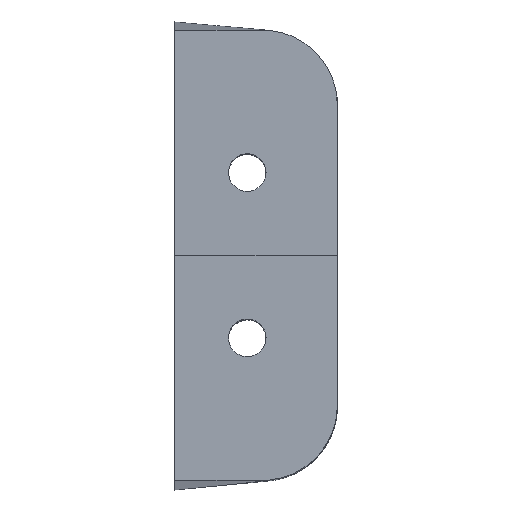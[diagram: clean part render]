
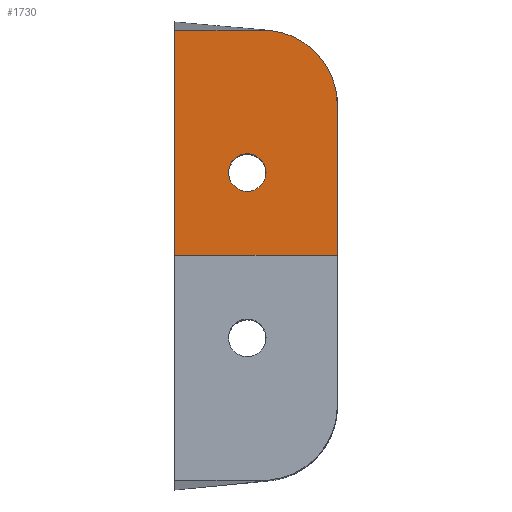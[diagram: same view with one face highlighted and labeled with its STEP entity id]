
A CAD part, top view. The second image highlights one B-rep face of the part: STEP entity #1730.
In plain terms, the highlighted planar face has unit normal (0, 0, 1).
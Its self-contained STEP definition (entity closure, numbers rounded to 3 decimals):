
#22 = VERTEX_POINT('',#23);
#23 = CARTESIAN_POINT('',(0.,0.,21.068));
#32 = PLANE('',#33);
#33 = AXIS2_PLACEMENT_3D('',#34,#35,#36);
#34 = CARTESIAN_POINT('',(0.,0.,
    21.068));
#35 = DIRECTION('',(0.,0.,-1.));
#36 = DIRECTION('',(0.,-1.,0.));
#56 = EDGE_CURVE('',#22,#57,#59,.T.);
#57 = VERTEX_POINT('',#58);
#58 = CARTESIAN_POINT('',(13.,0.,21.068));
#59 = SURFACE_CURVE('',#60,(#64,#71),.PCURVE_S1.);
#60 = LINE('',#61,#62);
#61 = CARTESIAN_POINT('',(0.,0.,
    21.068));
#62 = VECTOR('',#63,1.);
#63 = DIRECTION('',(1.,0.,0.));
#64 = PCURVE('',#32,#65);
#65 = DEFINITIONAL_REPRESENTATION('',(#66),#70);
#66 = LINE('',#67,#68);
#67 = CARTESIAN_POINT('',(-0.,-0.));
#68 = VECTOR('',#69,1.);
#69 = DIRECTION('',(0.,-1.));
#70 = ( GEOMETRIC_REPRESENTATION_CONTEXT(2) 
PARAMETRIC_REPRESENTATION_CONTEXT() REPRESENTATION_CONTEXT('2D SPACE',''
  ) );
#71 = PCURVE('',#72,#77);
#72 = PLANE('',#73);
#73 = AXIS2_PLACEMENT_3D('',#74,#75,#76);
#74 = CARTESIAN_POINT('',(0.,0.,
    21.068));
#75 = DIRECTION('',(0.,0.,-1.));
#76 = DIRECTION('',(0.,-1.,0.));
#77 = DEFINITIONAL_REPRESENTATION('',(#78),#82);
#78 = LINE('',#79,#80);
#79 = CARTESIAN_POINT('',(0.,0.));
#80 = VECTOR('',#81,1.);
#81 = DIRECTION('',(0.,-1.));
#82 = ( GEOMETRIC_REPRESENTATION_CONTEXT(2) 
PARAMETRIC_REPRESENTATION_CONTEXT() REPRESENTATION_CONTEXT('2D SPACE',''
  ) );
#305 = PLANE('',#306);
#306 = AXIS2_PLACEMENT_3D('',#307,#308,#309);
#307 = CARTESIAN_POINT('',(0.,8.902,
    0.689));
#308 = DIRECTION('',(1.,0.,0.));
#309 = DIRECTION('',(0.,0.,-1.));
#1576 = PLANE('',#1577);
#1577 = AXIS2_PLACEMENT_3D('',#1578,#1579,#1580);
#1578 = CARTESIAN_POINT('',(13.,8.902,0.689));
#1579 = DIRECTION('',(1.,0.,0.));
#1580 = DIRECTION('',(0.,0.,-1.));
#1730 = ADVANCED_FACE('',(#1731,#1835),#72,.F.);
#1731 = FACE_BOUND('',#1732,.T.);
#1732 = EDGE_LOOP('',(#1733,#1756,#1757,#1780,#1809));
#1733 = ORIENTED_EDGE('',*,*,#1734,.F.);
#1734 = EDGE_CURVE('',#22,#1735,#1737,.T.);
#1735 = VERTEX_POINT('',#1736);
#1736 = CARTESIAN_POINT('',(0.,17.956,21.068));
#1737 = SURFACE_CURVE('',#1738,(#1742,#1749),.PCURVE_S1.);
#1738 = LINE('',#1739,#1740);
#1739 = CARTESIAN_POINT('',(0.,0.,
    21.068));
#1740 = VECTOR('',#1741,1.);
#1741 = DIRECTION('',(0.,1.,0.));
#1742 = PCURVE('',#72,#1743);
#1743 = DEFINITIONAL_REPRESENTATION('',(#1744),#1748);
#1744 = LINE('',#1745,#1746);
#1745 = CARTESIAN_POINT('',(0.,0.));
#1746 = VECTOR('',#1747,1.);
#1747 = DIRECTION('',(-1.,0.));
#1748 = ( GEOMETRIC_REPRESENTATION_CONTEXT(2) 
PARAMETRIC_REPRESENTATION_CONTEXT() REPRESENTATION_CONTEXT('2D SPACE',''
  ) );
#1749 = PCURVE('',#305,#1750);
#1750 = DEFINITIONAL_REPRESENTATION('',(#1751),#1755);
#1751 = LINE('',#1752,#1753);
#1752 = CARTESIAN_POINT('',(-20.379,-8.902));
#1753 = VECTOR('',#1754,1.);
#1754 = DIRECTION('',(0.,1.));
#1755 = ( GEOMETRIC_REPRESENTATION_CONTEXT(2) 
PARAMETRIC_REPRESENTATION_CONTEXT() REPRESENTATION_CONTEXT('2D SPACE',''
  ) );
#1756 = ORIENTED_EDGE('',*,*,#56,.T.);
#1757 = ORIENTED_EDGE('',*,*,#1758,.T.);
#1758 = EDGE_CURVE('',#57,#1759,#1761,.T.);
#1759 = VERTEX_POINT('',#1760);
#1760 = CARTESIAN_POINT('',(13.,11.984,21.068));
#1761 = SURFACE_CURVE('',#1762,(#1766,#1773),.PCURVE_S1.);
#1762 = LINE('',#1763,#1764);
#1763 = CARTESIAN_POINT('',(13.,0.,21.068));
#1764 = VECTOR('',#1765,1.);
#1765 = DIRECTION('',(0.,1.,0.));
#1766 = PCURVE('',#72,#1767);
#1767 = DEFINITIONAL_REPRESENTATION('',(#1768),#1772);
#1768 = LINE('',#1769,#1770);
#1769 = CARTESIAN_POINT('',(0.,-13.));
#1770 = VECTOR('',#1771,1.);
#1771 = DIRECTION('',(-1.,0.));
#1772 = ( GEOMETRIC_REPRESENTATION_CONTEXT(2) 
PARAMETRIC_REPRESENTATION_CONTEXT() REPRESENTATION_CONTEXT('2D SPACE',''
  ) );
#1773 = PCURVE('',#1576,#1774);
#1774 = DEFINITIONAL_REPRESENTATION('',(#1775),#1779);
#1775 = LINE('',#1776,#1777);
#1776 = CARTESIAN_POINT('',(-20.379,-8.902));
#1777 = VECTOR('',#1778,1.);
#1778 = DIRECTION('',(0.,1.));
#1779 = ( GEOMETRIC_REPRESENTATION_CONTEXT(2) 
PARAMETRIC_REPRESENTATION_CONTEXT() REPRESENTATION_CONTEXT('2D SPACE',''
  ) );
#1780 = ORIENTED_EDGE('',*,*,#1781,.F.);
#1781 = EDGE_CURVE('',#1782,#1759,#1784,.T.);
#1782 = VERTEX_POINT('',#1783);
#1783 = CARTESIAN_POINT('',(7.577,17.956,21.068));
#1784 = SURFACE_CURVE('',#1785,(#1790,#1797),.PCURVE_S1.);
#1785 = CIRCLE('',#1786,6.);
#1786 = AXIS2_PLACEMENT_3D('',#1787,#1788,#1789);
#1787 = CARTESIAN_POINT('',(7.,11.984,21.068));
#1788 = DIRECTION('',(0.,0.,-1.));
#1789 = DIRECTION('',(0.,1.,0.));
#1790 = PCURVE('',#72,#1791);
#1791 = DEFINITIONAL_REPRESENTATION('',(#1792),#1796);
#1792 = CIRCLE('',#1793,6.);
#1793 = AXIS2_PLACEMENT_2D('',#1794,#1795);
#1794 = CARTESIAN_POINT('',(-11.984,-7.));
#1795 = DIRECTION('',(-1.,0.));
#1796 = ( GEOMETRIC_REPRESENTATION_CONTEXT(2) 
PARAMETRIC_REPRESENTATION_CONTEXT() REPRESENTATION_CONTEXT('2D SPACE',''
  ) );
#1797 = PCURVE('',#1798,#1803);
#1798 = CYLINDRICAL_SURFACE('',#1799,6.);
#1799 = AXIS2_PLACEMENT_3D('',#1800,#1801,#1802);
#1800 = CARTESIAN_POINT('',(7.,11.984,21.068));
#1801 = DIRECTION('',(0.,0.,1.));
#1802 = DIRECTION('',(0.,1.,0.));
#1803 = DEFINITIONAL_REPRESENTATION('',(#1804),#1808);
#1804 = LINE('',#1805,#1806);
#1805 = CARTESIAN_POINT('',(-0.,0.));
#1806 = VECTOR('',#1807,1.);
#1807 = DIRECTION('',(-1.,0.));
#1808 = ( GEOMETRIC_REPRESENTATION_CONTEXT(2) 
PARAMETRIC_REPRESENTATION_CONTEXT() REPRESENTATION_CONTEXT('2D SPACE',''
  ) );
#1809 = ORIENTED_EDGE('',*,*,#1810,.F.);
#1810 = EDGE_CURVE('',#1735,#1782,#1811,.T.);
#1811 = SURFACE_CURVE('',#1812,(#1816,#1823),.PCURVE_S1.);
#1812 = LINE('',#1813,#1814);
#1813 = CARTESIAN_POINT('',(0.,17.956,21.068));
#1814 = VECTOR('',#1815,1.);
#1815 = DIRECTION('',(1.,0.,0.));
#1816 = PCURVE('',#72,#1817);
#1817 = DEFINITIONAL_REPRESENTATION('',(#1818),#1822);
#1818 = LINE('',#1819,#1820);
#1819 = CARTESIAN_POINT('',(-17.956,0.));
#1820 = VECTOR('',#1821,1.);
#1821 = DIRECTION('',(0.,-1.));
#1822 = ( GEOMETRIC_REPRESENTATION_CONTEXT(2) 
PARAMETRIC_REPRESENTATION_CONTEXT() REPRESENTATION_CONTEXT('2D SPACE',''
  ) );
#1823 = PCURVE('',#1824,#1829);
#1824 = PLANE('',#1825);
#1825 = AXIS2_PLACEMENT_3D('',#1826,#1827,#1828);
#1826 = CARTESIAN_POINT('',(0.,17.956,21.068));
#1827 = DIRECTION('',(0.,-1.,
    -0.021));
#1828 = DIRECTION('',(0.,-0.021,
    1.));
#1829 = DEFINITIONAL_REPRESENTATION('',(#1830),#1834);
#1830 = LINE('',#1831,#1832);
#1831 = CARTESIAN_POINT('',(-0.,-0.));
#1832 = VECTOR('',#1833,1.);
#1833 = DIRECTION('',(0.,-1.));
#1834 = ( GEOMETRIC_REPRESENTATION_CONTEXT(2) 
PARAMETRIC_REPRESENTATION_CONTEXT() REPRESENTATION_CONTEXT('2D SPACE',''
  ) );
#1835 = FACE_BOUND('',#1836,.T.);
#1836 = EDGE_LOOP('',(#1837));
#1837 = ORIENTED_EDGE('',*,*,#1838,.T.);
#1838 = EDGE_CURVE('',#1839,#1839,#1841,.T.);
#1839 = VERTEX_POINT('',#1840);
#1840 = CARTESIAN_POINT('',(7.3,6.6,21.068));
#1841 = SURFACE_CURVE('',#1842,(#1847,#1854),.PCURVE_S1.);
#1842 = CIRCLE('',#1843,1.5);
#1843 = AXIS2_PLACEMENT_3D('',#1844,#1845,#1846);
#1844 = CARTESIAN_POINT('',(5.8,6.6,21.068));
#1845 = DIRECTION('',(0.,0.,-1.));
#1846 = DIRECTION('',(1.,0.,0.));
#1847 = PCURVE('',#72,#1848);
#1848 = DEFINITIONAL_REPRESENTATION('',(#1849),#1853);
#1849 = CIRCLE('',#1850,1.5);
#1850 = AXIS2_PLACEMENT_2D('',#1851,#1852);
#1851 = CARTESIAN_POINT('',(-6.6,-5.8));
#1852 = DIRECTION('',(0.,-1.));
#1853 = ( GEOMETRIC_REPRESENTATION_CONTEXT(2) 
PARAMETRIC_REPRESENTATION_CONTEXT() REPRESENTATION_CONTEXT('2D SPACE',''
  ) );
#1854 = PCURVE('',#1855,#1860);
#1855 = CYLINDRICAL_SURFACE('',#1856,1.5);
#1856 = AXIS2_PLACEMENT_3D('',#1857,#1858,#1859);
#1857 = CARTESIAN_POINT('',(5.8,6.6,-23.));
#1858 = DIRECTION('',(0.,0.,-1.));
#1859 = DIRECTION('',(1.,0.,0.));
#1860 = DEFINITIONAL_REPRESENTATION('',(#1861),#1865);
#1861 = LINE('',#1862,#1863);
#1862 = CARTESIAN_POINT('',(-6.283,-44.068));
#1863 = VECTOR('',#1864,1.);
#1864 = DIRECTION('',(1.,-0.));
#1865 = ( GEOMETRIC_REPRESENTATION_CONTEXT(2) 
PARAMETRIC_REPRESENTATION_CONTEXT() REPRESENTATION_CONTEXT('2D SPACE',''
  ) );
